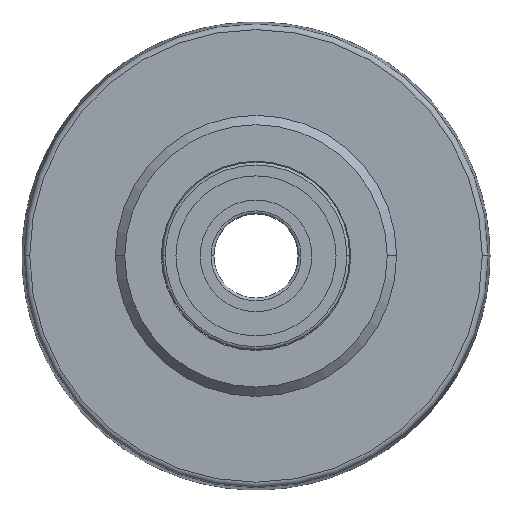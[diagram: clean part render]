
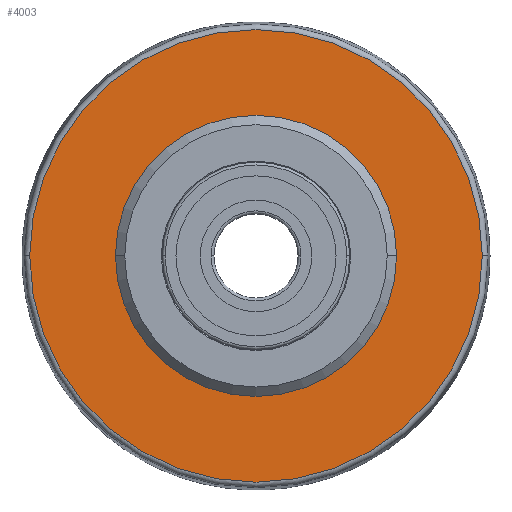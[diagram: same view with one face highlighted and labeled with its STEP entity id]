
A CAD part, top view. The second image highlights one B-rep face of the part: STEP entity #4003.
In plain terms, the highlighted planar face has unit normal (0, 0, 1).
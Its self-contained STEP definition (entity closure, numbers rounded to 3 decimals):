
#66 = DIRECTION ( 'NONE',  ( 0., 0., -1. ) ) ;
#552 = CARTESIAN_POINT ( 'NONE',  ( 0., 0., 32.5 ) ) ;
#701 = CARTESIAN_POINT ( 'NONE',  ( 0., 0., 32.5 ) ) ;
#1342 = CARTESIAN_POINT ( 'NONE',  ( 0., 0., 32.5 ) ) ;
#1496 = AXIS2_PLACEMENT_3D ( 'NONE', #552, #66, #5498 ) ;
#1522 = VERTEX_POINT ( 'NONE', #3874 ) ;
#1731 = EDGE_CURVE ( 'NONE', #3511, #1522, #6262, .T. ) ;
#1811 = ORIENTED_EDGE ( 'NONE', *, *, #6299, .T. ) ;
#1903 = EDGE_LOOP ( 'NONE', ( #1811, #2435 ) ) ;
#2050 = PLANE ( 'NONE',  #1496 ) ;
#2346 = VERTEX_POINT ( 'NONE', #5582 ) ;
#2435 = ORIENTED_EDGE ( 'NONE', *, *, #1731, .T. ) ;
#2603 = DIRECTION ( 'NONE',  ( -1., 0., 0. ) ) ;
#2685 = CIRCLE ( 'NONE', #5854, 75. ) ;
#2756 = EDGE_LOOP ( 'NONE', ( #4900, #3724 ) ) ;
#2815 = FACE_BOUND ( 'NONE', #2756, .T. ) ;
#3018 = VERTEX_POINT ( 'NONE', #5652 ) ;
#3289 = DIRECTION ( 'NONE',  ( -1., 0., 0. ) ) ;
#3511 = VERTEX_POINT ( 'NONE', #3591 ) ;
#3591 = CARTESIAN_POINT ( 'NONE',  ( 120.744, 0., 32.5 ) ) ;
#3604 = EDGE_CURVE ( 'NONE', #3018, #2346, #2685, .T. ) ;
#3653 = EDGE_CURVE ( 'NONE', #2346, #3018, #4104, .T. ) ;
#3717 = CIRCLE ( 'NONE', #4607, 120.744 ) ;
#3721 = DIRECTION ( 'NONE',  ( -1., 0., 0. ) ) ;
#3724 = ORIENTED_EDGE ( 'NONE', *, *, #3653, .T. ) ;
#3763 = DIRECTION ( 'NONE',  ( -1., 0., 0. ) ) ;
#3874 = CARTESIAN_POINT ( 'NONE',  ( -120.744, 0., 32.5 ) ) ;
#4003 = ADVANCED_FACE ( 'NONE', ( #2815, #5269 ), #2050, .F. ) ;
#4104 = CIRCLE ( 'NONE', #6136, 75. ) ;
#4115 = DIRECTION ( 'NONE',  ( 0., 0., -1. ) ) ;
#4152 = CARTESIAN_POINT ( 'NONE',  ( 0., 0., 32.5 ) ) ;
#4296 = CARTESIAN_POINT ( 'NONE',  ( 0., 0., 32.5 ) ) ;
#4607 = AXIS2_PLACEMENT_3D ( 'NONE', #4296, #5805, #3289 ) ;
#4738 = DIRECTION ( 'NONE',  ( 0., 0., -1. ) ) ;
#4900 = ORIENTED_EDGE ( 'NONE', *, *, #3604, .T. ) ;
#5269 = FACE_OUTER_BOUND ( 'NONE', #1903, .T. ) ;
#5498 = DIRECTION ( 'NONE',  ( -1., 0., 0. ) ) ;
#5582 = CARTESIAN_POINT ( 'NONE',  ( 75., 0., 32.5 ) ) ;
#5652 = CARTESIAN_POINT ( 'NONE',  ( -75., 0., 32.5 ) ) ;
#5721 = DIRECTION ( 'NONE',  ( 0., 0., 1. ) ) ;
#5805 = DIRECTION ( 'NONE',  ( 0., 0., 1. ) ) ;
#5854 = AXIS2_PLACEMENT_3D ( 'NONE', #701, #4115, #2603 ) ;
#6098 = AXIS2_PLACEMENT_3D ( 'NONE', #1342, #5721, #3763 ) ;
#6136 = AXIS2_PLACEMENT_3D ( 'NONE', #4152, #4738, #3721 ) ;
#6262 = CIRCLE ( 'NONE', #6098, 120.744 ) ;
#6299 = EDGE_CURVE ( 'NONE', #1522, #3511, #3717, .T. ) ;
